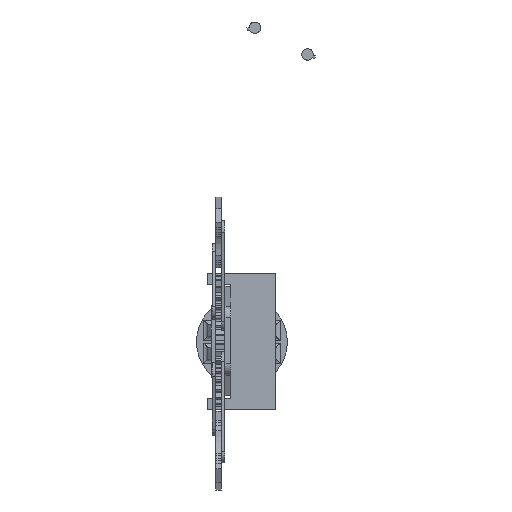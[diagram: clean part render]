
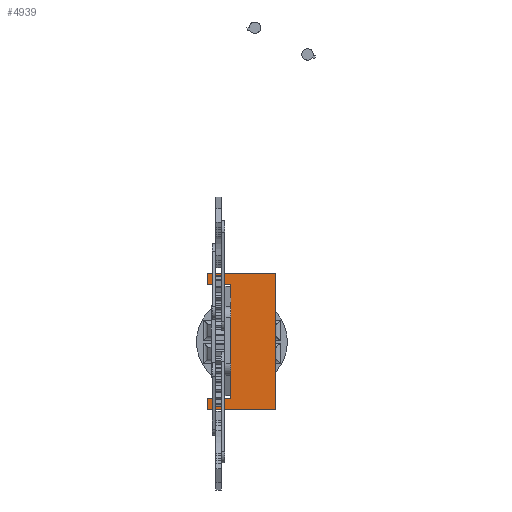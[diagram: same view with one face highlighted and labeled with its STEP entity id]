
A CAD part, top view. The second image highlights one B-rep face of the part: STEP entity #4939.
In plain terms, the highlighted planar face has unit normal (0, 0, 1).
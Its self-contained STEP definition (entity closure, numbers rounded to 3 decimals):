
#501=PLANE('',#5505);
#755=FACE_OUTER_BOUND('',#1052,.T.);
#1052=EDGE_LOOP('',(#4559,#4560,#4561,#4562,#4563,#4564,#4565,#4566));
#1545=LINE('',#8325,#2046);
#1550=LINE('',#8334,#2051);
#1553=LINE('',#8340,#2054);
#1557=LINE('',#8349,#2058);
#1560=LINE('',#8355,#2061);
#1565=LINE('',#8364,#2066);
#1571=LINE('',#8376,#2072);
#1572=LINE('',#8377,#2073);
#2046=VECTOR('',#6891,10.);
#2051=VECTOR('',#6898,10.);
#2054=VECTOR('',#6903,10.);
#2058=VECTOR('',#6909,10.);
#2061=VECTOR('',#6914,10.);
#2066=VECTOR('',#6923,10.);
#2072=VECTOR('',#6933,10.);
#2073=VECTOR('',#6934,10.);
#2514=VERTEX_POINT('',#8322);
#2515=VERTEX_POINT('',#8324);
#2518=VERTEX_POINT('',#8331);
#2520=VERTEX_POINT('',#8338);
#2523=VERTEX_POINT('',#8346);
#2524=VERTEX_POINT('',#8348);
#2525=VERTEX_POINT('',#8352);
#2526=VERTEX_POINT('',#8354);
#3187=EDGE_CURVE('',#2515,#2514,#1545,.T.);
#3192=EDGE_CURVE('',#2518,#2515,#1550,.T.);
#3195=EDGE_CURVE('',#2514,#2520,#1553,.T.);
#3199=EDGE_CURVE('',#2524,#2523,#1557,.T.);
#3202=EDGE_CURVE('',#2526,#2525,#1560,.T.);
#3207=EDGE_CURVE('',#2525,#2518,#1565,.T.);
#3213=EDGE_CURVE('',#2520,#2524,#1571,.T.);
#3214=EDGE_CURVE('',#2523,#2526,#1572,.T.);
#4559=ORIENTED_EDGE('',*,*,#3195,.T.);
#4560=ORIENTED_EDGE('',*,*,#3213,.T.);
#4561=ORIENTED_EDGE('',*,*,#3199,.T.);
#4562=ORIENTED_EDGE('',*,*,#3214,.T.);
#4563=ORIENTED_EDGE('',*,*,#3202,.T.);
#4564=ORIENTED_EDGE('',*,*,#3207,.T.);
#4565=ORIENTED_EDGE('',*,*,#3192,.T.);
#4566=ORIENTED_EDGE('',*,*,#3187,.T.);
#4939=ADVANCED_FACE('',(#755),#501,.T.);
#5505=AXIS2_PLACEMENT_3D('',#8375,#6931,#6932);
#6891=DIRECTION('',(0.,-1.,0.));
#6898=DIRECTION('',(1.,0.,0.));
#6903=DIRECTION('',(-1.,0.,0.));
#6909=DIRECTION('',(1.,0.,0.));
#6914=DIRECTION('',(-1.,0.,0.));
#6923=DIRECTION('',(0.,-1.,0.));
#6931=DIRECTION('center_axis',(0.,0.,1.));
#6932=DIRECTION('ref_axis',(1.,0.,0.));
#6933=DIRECTION('',(0.,-1.,0.));
#6934=DIRECTION('',(0.,1.,0.));
#8322=CARTESIAN_POINT('',(-10.,-50.,200.));
#8324=CARTESIAN_POINT('',(-10.,50.,200.));
#8325=CARTESIAN_POINT('',(-10.,25.,200.));
#8331=CARTESIAN_POINT('',(-30.,50.,200.));
#8334=CARTESIAN_POINT('',(-15.,50.,200.));
#8338=CARTESIAN_POINT('',(-30.,-50.,200.));
#8340=CARTESIAN_POINT('',(-5.,-50.,200.));
#8346=CARTESIAN_POINT('',(30.,-60.,200.));
#8348=CARTESIAN_POINT('',(-30.,-60.,200.));
#8349=CARTESIAN_POINT('',(-30.,-60.,200.));
#8352=CARTESIAN_POINT('',(-30.,60.,200.));
#8354=CARTESIAN_POINT('',(30.,60.,200.));
#8355=CARTESIAN_POINT('',(30.,60.,200.));
#8364=CARTESIAN_POINT('',(-30.,60.,200.));
#8375=CARTESIAN_POINT('Origin',(0.,0.,200.));
#8376=CARTESIAN_POINT('',(-30.,60.,200.));
#8377=CARTESIAN_POINT('',(30.,-60.,200.));
